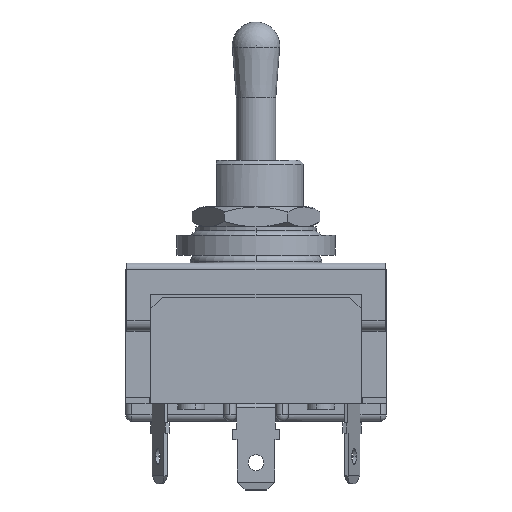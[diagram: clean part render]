
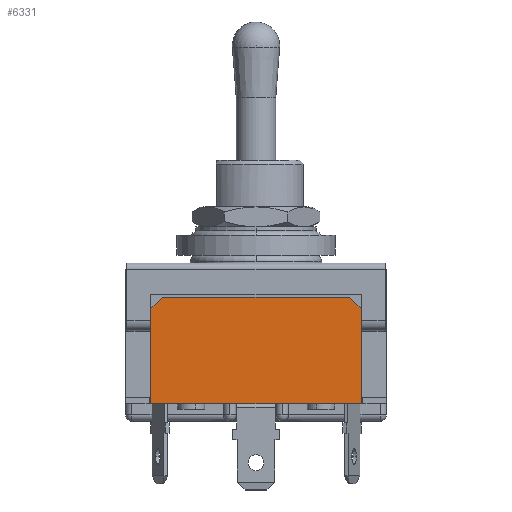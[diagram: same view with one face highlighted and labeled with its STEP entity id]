
A CAD part, top view. The second image highlights one B-rep face of the part: STEP entity #6331.
In plain terms, the highlighted planar face has unit normal (0, 0, 1).
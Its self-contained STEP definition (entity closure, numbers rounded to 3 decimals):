
#171 = VERTEX_POINT ( 'NONE', #5850 ) ;
#194 = EDGE_CURVE ( 'NONE', #1390, #171, #2718, .T. ) ;
#457 = ORIENTED_EDGE ( 'NONE', *, *, #194, .T. ) ;
#528 = ORIENTED_EDGE ( 'NONE', *, *, #1727, .T. ) ;
#987 = CARTESIAN_POINT ( 'NONE',  ( -13.3, -3.5, 9.6 ) ) ;
#1038 = CARTESIAN_POINT ( 'NONE',  ( 11.8, -3.5, 9.6 ) ) ;
#1288 = EDGE_LOOP ( 'NONE', ( #7430, #457, #1320, #528, #3187, #2043 ) ) ;
#1320 = ORIENTED_EDGE ( 'NONE', *, *, #9568, .T. ) ;
#1390 = VERTEX_POINT ( 'NONE', #3474 ) ;
#1496 = VECTOR ( 'NONE', #6688, 1000. ) ;
#1727 = EDGE_CURVE ( 'NONE', #9666, #6329, #9599, .T. ) ;
#1955 = CARTESIAN_POINT ( 'NONE',  ( -13.3, -17., 9.6 ) ) ;
#2043 = ORIENTED_EDGE ( 'NONE', *, *, #2721, .T. ) ;
#2489 = DIRECTION ( 'NONE',  ( 0., 1., 0. ) ) ;
#2611 = DIRECTION ( 'NONE',  ( -0.707, 0.707, 0. ) ) ;
#2701 = VECTOR ( 'NONE', #9787, 1000. ) ;
#2718 = LINE ( 'NONE', #1038, #4090 ) ;
#2721 = EDGE_CURVE ( 'NONE', #8023, #7130, #4943, .T. ) ;
#3150 = LINE ( 'NONE', #7271, #5635 ) ;
#3187 = ORIENTED_EDGE ( 'NONE', *, *, #7551, .T. ) ;
#3228 = CARTESIAN_POINT ( 'NONE',  ( -13.3, -5., 9.6 ) ) ;
#3474 = CARTESIAN_POINT ( 'NONE',  ( 13.3, -5., 9.6 ) ) ;
#3728 = VECTOR ( 'NONE', #8580, 1000. ) ;
#4010 = CARTESIAN_POINT ( 'NONE',  ( -13.3, -17., 9.6 ) ) ;
#4062 = DIRECTION ( 'NONE',  ( 0., 0., -1. ) ) ;
#4090 = VECTOR ( 'NONE', #2611, 1000. ) ;
#4907 = CARTESIAN_POINT ( 'NONE',  ( -13.3, -5., 9.6 ) ) ;
#4943 = LINE ( 'NONE', #7719, #7186 ) ;
#5103 = LINE ( 'NONE', #10143, #3728 ) ;
#5379 = LINE ( 'NONE', #1955, #1496 ) ;
#5635 = VECTOR ( 'NONE', #2489, 1000. ) ;
#5850 = CARTESIAN_POINT ( 'NONE',  ( 11.8, -3.5, 9.6 ) ) ;
#6101 = DIRECTION ( 'NONE',  ( 1., 0., 0. ) ) ;
#6329 = VERTEX_POINT ( 'NONE', #3228 ) ;
#6331 = ADVANCED_FACE ( 'NONE', ( #7265 ), #6580, .F. ) ;
#6547 = DIRECTION ( 'NONE',  ( -1., 0., 0. ) ) ;
#6580 = PLANE ( 'NONE',  #8335 ) ;
#6688 = DIRECTION ( 'NONE',  ( 0., -1., 0. ) ) ;
#7130 = VERTEX_POINT ( 'NONE', #7843 ) ;
#7186 = VECTOR ( 'NONE', #6101, 1000. ) ;
#7265 = FACE_OUTER_BOUND ( 'NONE', #1288, .T. ) ;
#7271 = CARTESIAN_POINT ( 'NONE',  ( 13.3, -17., 9.6 ) ) ;
#7280 = EDGE_CURVE ( 'NONE', #7130, #1390, #3150, .T. ) ;
#7430 = ORIENTED_EDGE ( 'NONE', *, *, #7280, .T. ) ;
#7551 = EDGE_CURVE ( 'NONE', #6329, #8023, #5379, .T. ) ;
#7719 = CARTESIAN_POINT ( 'NONE',  ( -13.3, -17., 9.6 ) ) ;
#7843 = CARTESIAN_POINT ( 'NONE',  ( 13.3, -17., 9.6 ) ) ;
#8023 = VERTEX_POINT ( 'NONE', #4010 ) ;
#8335 = AXIS2_PLACEMENT_3D ( 'NONE', #987, #4062, #6547 ) ;
#8580 = DIRECTION ( 'NONE',  ( -1., 0., 0. ) ) ;
#9568 = EDGE_CURVE ( 'NONE', #171, #9666, #5103, .T. ) ;
#9599 = LINE ( 'NONE', #4907, #2701 ) ;
#9666 = VERTEX_POINT ( 'NONE', #10098 ) ;
#9787 = DIRECTION ( 'NONE',  ( -0.707, -0.707, 0. ) ) ;
#10098 = CARTESIAN_POINT ( 'NONE',  ( -11.8, -3.5, 9.6 ) ) ;
#10143 = CARTESIAN_POINT ( 'NONE',  ( -13.3, -3.5, 9.6 ) ) ;
